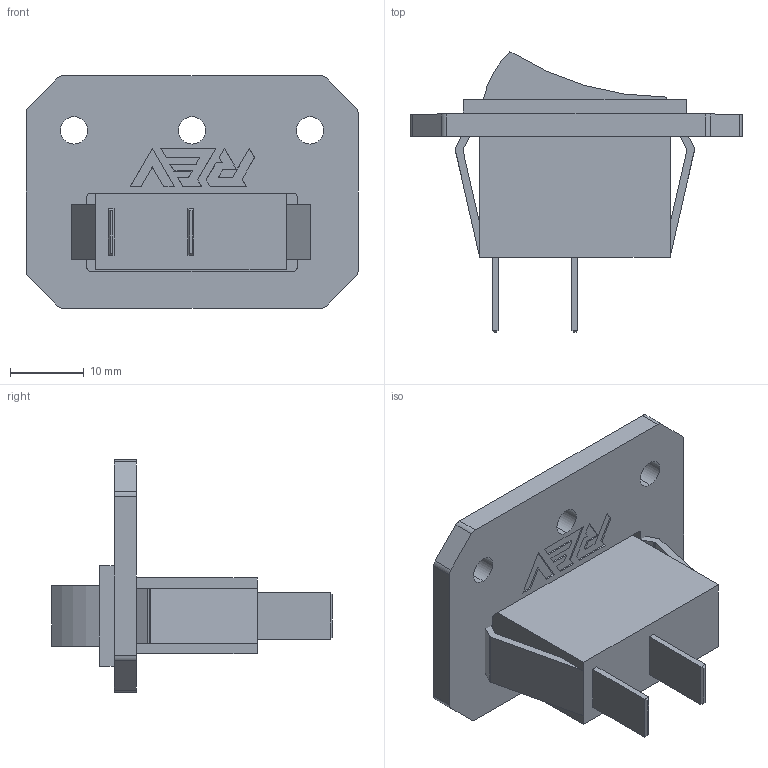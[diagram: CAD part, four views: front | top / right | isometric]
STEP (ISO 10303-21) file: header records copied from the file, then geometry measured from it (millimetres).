
FILE_DESCRIPTION (( 'STEP AP203' ), '1' );
FILE_NAME ('REV-31-1387.STEP', '2022-09-20T21:09:25', ( '' ), ( '' ), 'SwSTEP 2.0', 'SolidWorks 2022', '' );
FILE_SCHEMA (( 'CONFIG_CONTROL_DESIGN' ));
Length unit declared in the file: inch
Products named in the file (4): REV-31-1387-1.STEP; REV-31-1387; Switch.STEP; REV-31-1387.STEP
Assembly tree (3 placements, depth 3):
  REV-31-1387
    REV-31-1387.STEP
      REV-31-1387-1.STEP
      Switch.STEP
Bounding box: 45 x 38.06 x 31.5 mm (x, y, z)
Volume: 9957.5 mm3; surface area: 6254.8 mm2
Topology: 2 solids, 2 shells, 160 faces, 426 edges, 280 vertices
Faces by surface type: plane 133, cylinder 27
Entity records: 5350 total; most frequent: CARTESIAN_POINT 873, ORIENTED_EDGE 852, DIRECTION 814, EDGE_CURVE 426, LINE 372, VECTOR 372, VERTEX_POINT 280, AXIS2_PLACEMENT_3D 221
